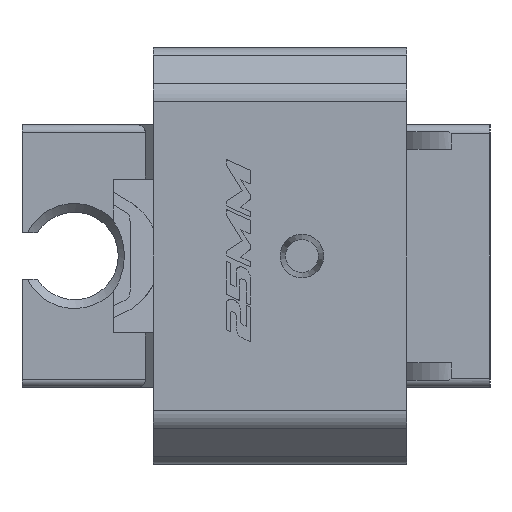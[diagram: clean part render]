
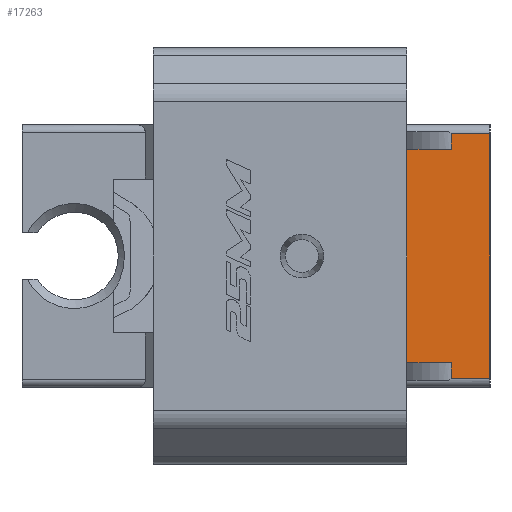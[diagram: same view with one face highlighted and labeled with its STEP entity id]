
A CAD part, left-side view. The second image highlights one B-rep face of the part: STEP entity #17263.
In plain terms, the highlighted planar face has unit normal (-1, 0, 0).
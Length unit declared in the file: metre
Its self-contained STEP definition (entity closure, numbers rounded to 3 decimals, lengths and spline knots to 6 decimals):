
#2721=ORIENTED_EDGE('',*,*,#7260,.T.);
#2722=ORIENTED_EDGE('',*,*,#6848,.F.);
#2723=ORIENTED_EDGE('',*,*,#7265,.F.);
#2724=ORIENTED_EDGE('',*,*,#6863,.F.);
#2725=ORIENTED_EDGE('',*,*,#7264,.T.);
#2726=ORIENTED_EDGE('',*,*,#7266,.T.);
#2727=ORIENTED_EDGE('',*,*,#6875,.T.);
#2728=ORIENTED_EDGE('',*,*,#6873,.T.);
#6848=EDGE_CURVE('',#9401,#9402,#11056,.T.);
#6863=EDGE_CURVE('',#9414,#9415,#11064,.T.);
#6873=EDGE_CURVE('',#9418,#9420,#11066,.T.);
#6875=EDGE_CURVE('',#9421,#9418,#11068,.T.);
#7260=EDGE_CURVE('',#9420,#9402,#11302,.T.);
#7264=EDGE_CURVE('',#9414,#9624,#11305,.T.);
#7265=EDGE_CURVE('',#9415,#9401,#11306,.T.);
#7266=EDGE_CURVE('',#9624,#9421,#11307,.T.);
#9401=VERTEX_POINT('',#25179);
#9402=VERTEX_POINT('',#25181);
#9414=VERTEX_POINT('',#25230);
#9415=VERTEX_POINT('',#25231);
#9418=VERTEX_POINT('',#25275);
#9420=VERTEX_POINT('',#25285);
#9421=VERTEX_POINT('',#25290);
#9624=VERTEX_POINT('',#28918);
#11056=LINE('',#25180,#12996);
#11064=LINE('',#25229,#13004);
#11066=LINE('',#25286,#13006);
#11068=LINE('',#25289,#13008);
#11302=LINE('',#28911,#13242);
#11305=LINE('',#28919,#13245);
#11306=LINE('',#28921,#13246);
#11307=LINE('',#28922,#13247);
#12996=VECTOR('',#19711,1.);
#13004=VECTOR('',#19729,1.);
#13006=VECTOR('',#19731,1.);
#13008=VECTOR('',#19735,1.);
#13242=VECTOR('',#20235,1.);
#13245=VECTOR('',#20246,1.);
#13246=VECTOR('',#20249,1.);
#13247=VECTOR('',#20250,1.);
#14648=EDGE_LOOP('',(#2721,#2722,#2723,#2724,#2725,#2726,#2727,#2728));
#15658=FACE_BOUND('',#14648,.T.);
#16525=PLANE('',#18170);
#17263=ADVANCED_FACE('',(#15658),#16525,.F.);
#18170=AXIS2_PLACEMENT_3D('',#28920,#20247,#20248);
#19711=DIRECTION('',(0.,0.,1.));
#19729=DIRECTION('',(0.,0.,1.));
#19731=DIRECTION('',(0.,0.,-1.));
#19735=DIRECTION('',(0.,1.,0.));
#20235=DIRECTION('',(0.,1.,0.));
#20246=DIRECTION('',(0.,-1.,0.));
#20247=DIRECTION('',(1.,0.,0.));
#20248=DIRECTION('',(0.,0.,-1.));
#20249=DIRECTION('',(0.,1.,0.));
#20250=DIRECTION('',(0.,0.,1.));
#25179=CARTESIAN_POINT('',(0.013,-0.002,-0.0122));
#25180=CARTESIAN_POINT('',(0.013,-0.002,-0.0122));
#25181=CARTESIAN_POINT('',(0.013,-0.002,0.0122));
#25229=CARTESIAN_POINT('',(0.013,-0.007074,-0.0142));
#25230=CARTESIAN_POINT('',(0.013,-0.007074,-0.014));
#25231=CARTESIAN_POINT('',(0.013,-0.007074,-0.0122));
#25275=CARTESIAN_POINT('',(0.013,-0.007074,0.014));
#25285=CARTESIAN_POINT('',(0.013,-0.007074,0.0122));
#25286=CARTESIAN_POINT('',(0.013,-0.007074,0.0142));
#25289=CARTESIAN_POINT('',(0.013,-0.0095,0.014));
#25290=CARTESIAN_POINT('',(0.013,-0.0115,0.014));
#28911=CARTESIAN_POINT('',(0.013,0.,0.0122));
#28918=CARTESIAN_POINT('',(0.013,-0.0115,-0.014));
#28919=CARTESIAN_POINT('',(0.013,-0.0095,-0.014));
#28920=CARTESIAN_POINT('',(0.013,-0.0095,0.));
#28921=CARTESIAN_POINT('',(0.013,0.,-0.0122));
#28922=CARTESIAN_POINT('',(0.013,-0.0115,0.));
